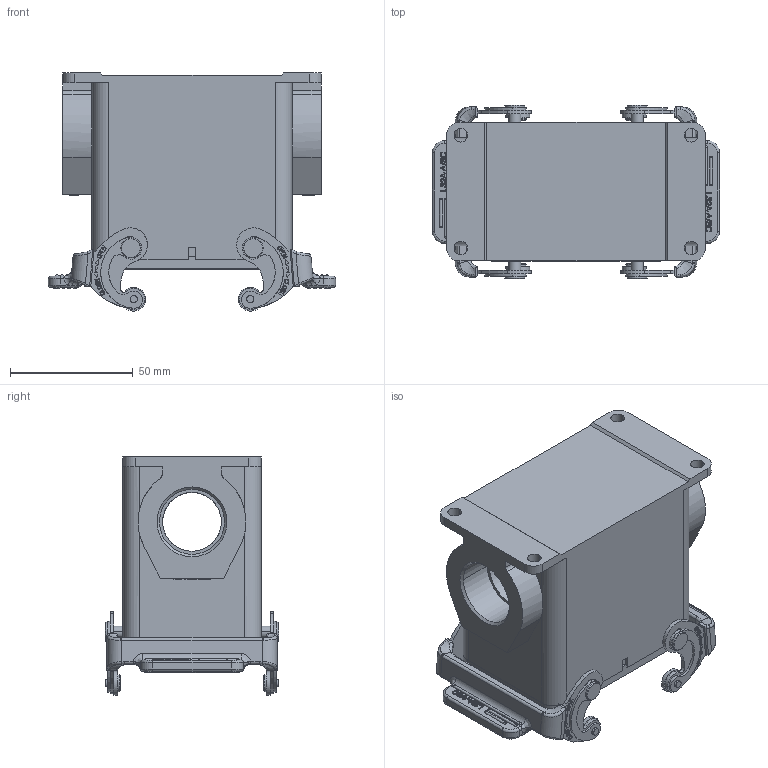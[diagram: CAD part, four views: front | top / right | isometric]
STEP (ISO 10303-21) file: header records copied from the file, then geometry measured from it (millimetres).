
FILE_DESCRIPTION(/* description */ (''),/* implementation_level */ '2;1');
FILE_NAME(/* name */ '3D_1100322411031_H32A-SF-2L_SC-2PG21_V1.1.stp',/* time_stamp */ '2023-12-06T14:16:04+08:00',/* author */ (''),/* organization */ (''),/* preprocessor_version */ 'ST-DEVELOPER v18.1',/* originating_system */ 'SIEMENS PLM Software NX 1980',/* authorisation */ '');
FILE_SCHEMA (('AUTOMOTIVE_DESIGN { 1 0 10303 214 3 1 1 1 }'));
Products named in the file (1): 3D__H32A-SF-2L_SC-_V1.0_stp
Bounding box: 117.23 x 70.8 x 97.2 mm (x, y, z)
Volume: 159058.2 mm3; surface area: 71018.4 mm2
Topology: 1 solids, 3 shells, 1611 faces, 4314 edges, 2820 vertices
Faces by surface type: plane 758, cylinder 594, extrusion 70, bspline 65, cone 51, torus 41, sphere 32
Entity records: 65205 total; most frequent: CARTESIAN_POINT 18977, ORIENTED_EDGE 8524, DIRECTION 6876, EDGE_CURVE 4262, VERTEX_POINT 2815, AXIS2_PLACEMENT_3D 2408, VECTOR 2060, LINE 1990
